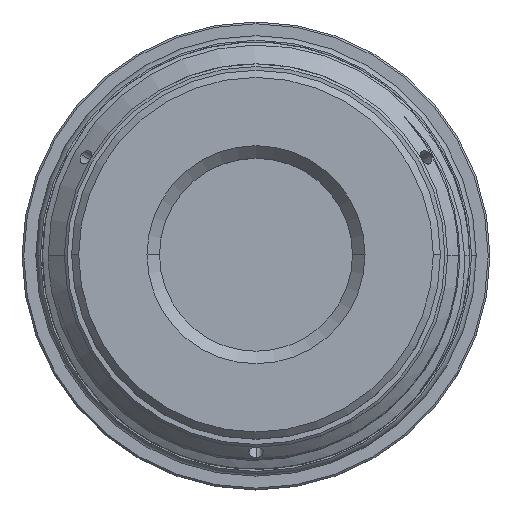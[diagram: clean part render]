
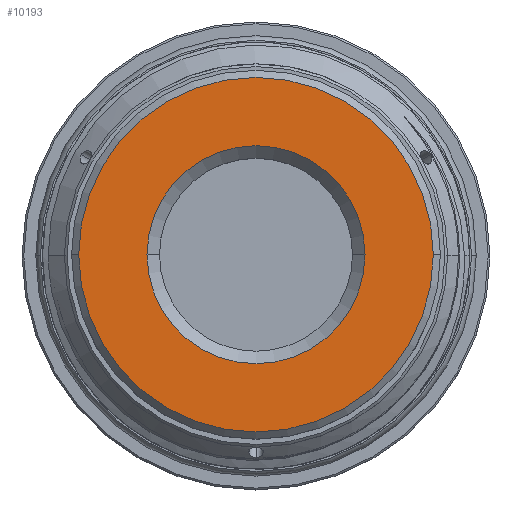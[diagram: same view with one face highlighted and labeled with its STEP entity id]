
A CAD part, top view. The second image highlights one B-rep face of the part: STEP entity #10193.
In plain terms, the highlighted planar face has unit normal (0, 0, 1).
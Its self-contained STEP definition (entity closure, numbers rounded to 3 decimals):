
#3 = DIRECTION ( 'NONE',  ( 0., 0., -1. ) ) ;
#113 = AXIS2_PLACEMENT_3D ( 'NONE', #13567, #2991, #14835 ) ;
#140 = AXIS2_PLACEMENT_3D ( 'NONE', #8065, #3, #11931 ) ;
#194 = VERTEX_POINT ( 'NONE', #3354 ) ;
#292 = DIRECTION ( 'NONE',  ( 0., 0., 1. ) ) ;
#646 = CIRCLE ( 'NONE', #113, 19.84 ) ;
#982 = AXIS2_PLACEMENT_3D ( 'NONE', #12395, #1947, #14041 ) ;
#1109 = ORIENTED_EDGE ( 'NONE', *, *, #5859, .F. ) ;
#1567 = FACE_OUTER_BOUND ( 'NONE', #2655, .T. ) ;
#1897 = ORIENTED_EDGE ( 'NONE', *, *, #16316, .F. ) ;
#1947 = DIRECTION ( 'NONE',  ( 0., 0., -1. ) ) ;
#2132 = ORIENTED_EDGE ( 'NONE', *, *, #13542, .F. ) ;
#2655 = EDGE_LOOP ( 'NONE', ( #1897, #13943 ) ) ;
#2727 = EDGE_CURVE ( 'NONE', #13027, #7183, #646, .T. ) ;
#2991 = DIRECTION ( 'NONE',  ( 0., 0., -1. ) ) ;
#3049 = DIRECTION ( 'NONE',  ( 1., 0., 0. ) ) ;
#3354 = CARTESIAN_POINT ( 'NONE',  ( 12.2, 0., 52.45 ) ) ;
#5082 = CARTESIAN_POINT ( 'NONE',  ( 0., 0., 52.45 ) ) ;
#5859 = EDGE_CURVE ( 'NONE', #194, #7575, #8498, .T. ) ;
#7183 = VERTEX_POINT ( 'NONE', #7640 ) ;
#7575 = VERTEX_POINT ( 'NONE', #13879 ) ;
#7640 = CARTESIAN_POINT ( 'NONE',  ( -19.84, 0., 52.45 ) ) ;
#7959 = EDGE_LOOP ( 'NONE', ( #1109, #2132 ) ) ;
#8065 = CARTESIAN_POINT ( 'NONE',  ( 0., 0., 52.45 ) ) ;
#8365 = PLANE ( 'NONE',  #982 ) ;
#8498 = CIRCLE ( 'NONE', #15217, 12.2 ) ;
#9207 = AXIS2_PLACEMENT_3D ( 'NONE', #10989, #292, #3049 ) ;
#10193 = ADVANCED_FACE ( 'NONE', ( #1567, #16987 ), #8365, .F. ) ;
#10989 = CARTESIAN_POINT ( 'NONE',  ( 0., 0., 52.45 ) ) ;
#11305 = CARTESIAN_POINT ( 'NONE',  ( 19.84, 0., 52.45 ) ) ;
#11531 = DIRECTION ( 'NONE',  ( 1., 0., 0. ) ) ;
#11931 = DIRECTION ( 'NONE',  ( -1., 0., 0. ) ) ;
#12395 = CARTESIAN_POINT ( 'NONE',  ( 0., 0., 52.45 ) ) ;
#13027 = VERTEX_POINT ( 'NONE', #11305 ) ;
#13542 = EDGE_CURVE ( 'NONE', #7575, #194, #15736, .T. ) ;
#13567 = CARTESIAN_POINT ( 'NONE',  ( 0., 0., 52.45 ) ) ;
#13879 = CARTESIAN_POINT ( 'NONE',  ( -12.2, 0., 52.45 ) ) ;
#13943 = ORIENTED_EDGE ( 'NONE', *, *, #2727, .F. ) ;
#14041 = DIRECTION ( 'NONE',  ( -1., 0., 0. ) ) ;
#14389 = DIRECTION ( 'NONE',  ( 0., 0., 1. ) ) ;
#14835 = DIRECTION ( 'NONE',  ( -1., 0., 0. ) ) ;
#15217 = AXIS2_PLACEMENT_3D ( 'NONE', #5082, #14389, #11531 ) ;
#15736 = CIRCLE ( 'NONE', #9207, 12.2 ) ;
#16316 = EDGE_CURVE ( 'NONE', #7183, #13027, #16501, .T. ) ;
#16501 = CIRCLE ( 'NONE', #140, 19.84 ) ;
#16987 = FACE_BOUND ( 'NONE', #7959, .T. ) ;
